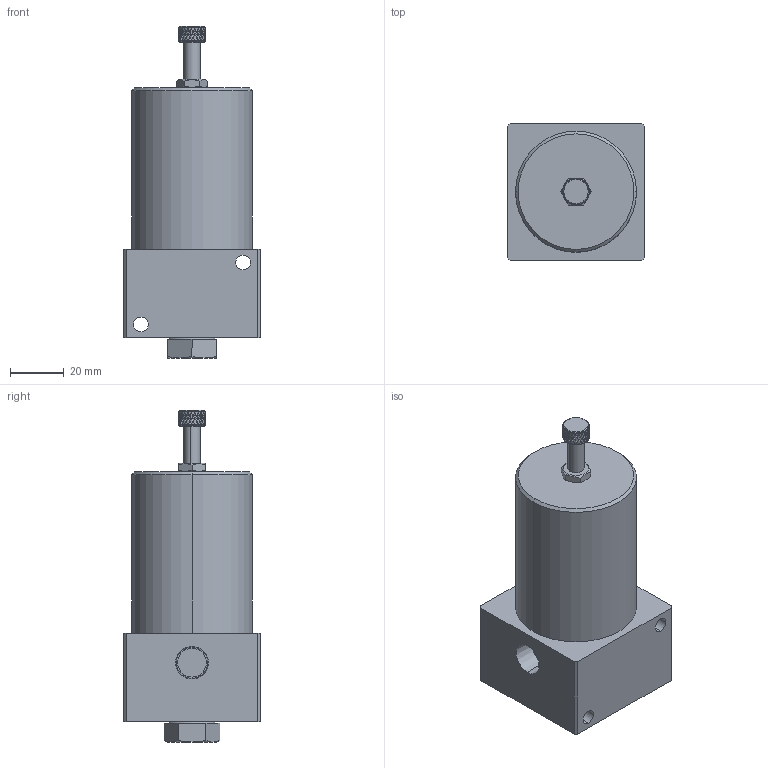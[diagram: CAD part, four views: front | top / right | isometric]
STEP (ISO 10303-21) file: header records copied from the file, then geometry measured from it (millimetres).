
FILE_DESCRIPTION (( 'STEP AP203' ), '1' );
FILE_NAME ('HPRV.STEP', '2019-10-12T08:08:40', ( '微软用户' ), ( '微软中国' ), 'SwSTEP 2.0', 'SolidWorks 2012', '' );
FILE_SCHEMA (( 'CONFIG_CONTROL_DESIGN' ));
Length unit declared in the file: millimetre
Products named in the file (5): HPRV; hex head bolts-full thread grade c gb_GB_FASTENER_BOLT_HHBFTC M12X30-S; hex thin nuts-grades ab-chamfered gb_GB_FASTENER_NUT_STNAB M6-N; HPRV埴芛蹟邡; HPRV掛极
Assembly tree (4 placements, depth 2):
  HPRV
    HPRV掛极
    HPRV埴芛蹟邡
    hex thin nuts-grades ab-chamfered gb_GB_FASTENER_NUT_STNAB M6-N
    hex head bolts-full thread grade c gb_GB_FASTENER_BOLT_HHBFTC M12X30-S
Bounding box: 51 x 51 x 123.5 mm (x, y, z)
Volume: 181049.4 mm3; surface area: 27748.5 mm2
Topology: 4 solids, 4 shells, 1251 faces, 2681 edges, 1452 vertices
Faces by surface type: bspline 588, plane 300, cylinder 225, cone 138
Entity records: 42723 total; most frequent: CARTESIAN_POINT 20536, ORIENTED_EDGE 5354, DIRECTION 2765, EDGE_CURVE 2677, B_SPLINE_CURVE_WITH_KNOTS 1536, VERTEX_POINT 1452, EDGE_LOOP 1275, FACE_OUTER_BOUND 1251
